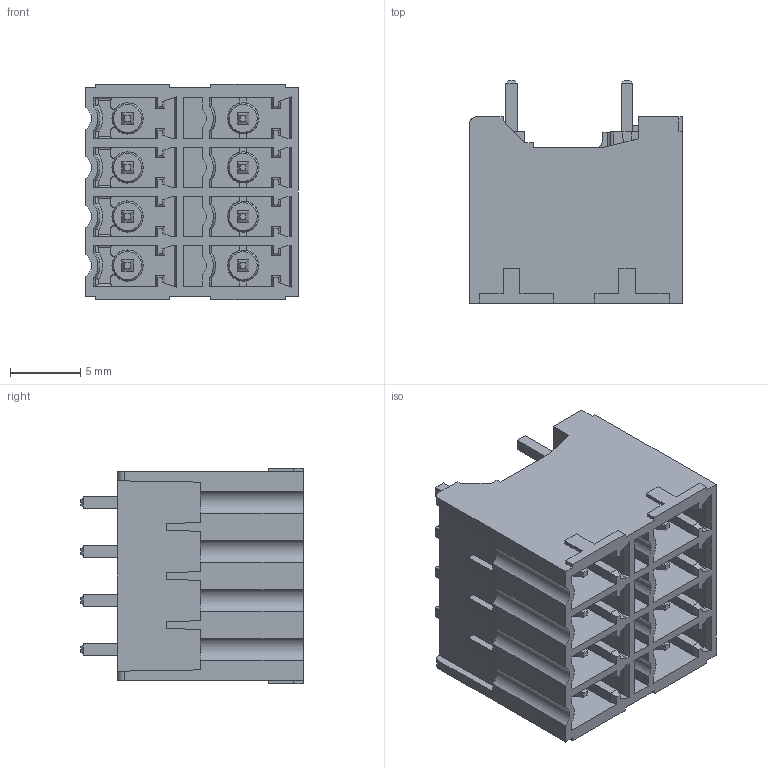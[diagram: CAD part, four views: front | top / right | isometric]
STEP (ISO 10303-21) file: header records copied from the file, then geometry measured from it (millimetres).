
FILE_DESCRIPTION((''),'2;1');
FILE_NAME('TL015G6XXX-V0_0','2019-05-31T',('yanfa'),(''),'PRO/ENGINEER BY PARAMETRIC TECHNOLOGY CORPORATION, 2013240','PRO/ENGINEER BY PARAMETRIC TECHNOLOGY CORPORATION, 2013240','');
FILE_SCHEMA(('CONFIG_CONTROL_DESIGN'));
Length unit declared in the file: millimetre
Products named in the file (1): TL015G6XXX-V0_0
Bounding box: 15.2 x 15.9 x 15.4 mm (x, y, z)
Volume: 1798.3 mm3; surface area: 2979 mm2
Topology: 1 solids, 1 shells, 838 faces, 2264 edges, 1456 vertices
Faces by surface type: plane 676, cylinder 90, cone 60, bspline 8, torus 4
Entity records: 26388 total; most frequent: CARTESIAN_POINT 5554, ORIENTED_EDGE 4528, DIRECTION 3948, EDGE_CURVE 2264, VECTOR 1908, LINE 1908, VERTEX_POINT 1456, AXIS2_PLACEMENT_3D 1020
